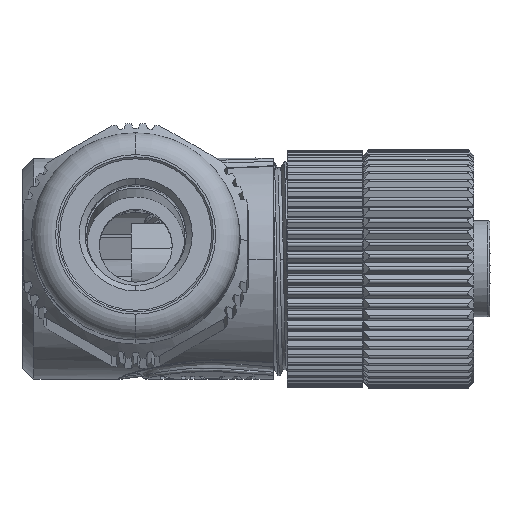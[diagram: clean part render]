
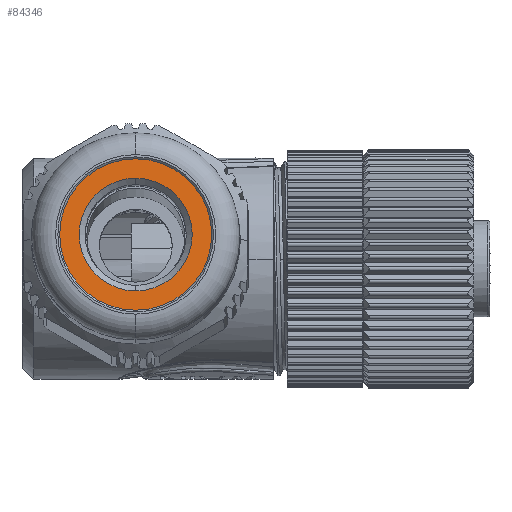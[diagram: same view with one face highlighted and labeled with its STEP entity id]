
A CAD part, left-side view. The second image highlights one B-rep face of the part: STEP entity #84346.
In plain terms, the highlighted planar face has unit normal (-0.996, 0, 0.087).
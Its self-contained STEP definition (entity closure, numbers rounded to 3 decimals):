
#23004=CARTESIAN_POINT('',(-32.653,19.,2.857));
#23005=DIRECTION('',(-0.996,0.,0.087));
#23006=DIRECTION('',(0.087,0.,0.996));
#23007=AXIS2_PLACEMENT_3D('',#23004,#23005,#23006);
#23009=CARTESIAN_POINT('',(-32.653,19.,2.857));
#23010=DIRECTION('',(-0.996,0.,0.087));
#23011=DIRECTION('',(-0.087,0.,-0.996));
#23012=AXIS2_PLACEMENT_3D('',#23009,#23010,#23011);
#23014=CARTESIAN_POINT('',(-32.653,19.,2.857));
#23015=DIRECTION('',(-0.996,0.,0.087));
#23016=DIRECTION('',(0.087,0.,0.996));
#23017=AXIS2_PLACEMENT_3D('',#23014,#23015,#23016);
#23019=CARTESIAN_POINT('',(-32.653,19.,2.857));
#23020=DIRECTION('',(-0.996,0.,0.087));
#23021=DIRECTION('',(-0.087,0.,-0.996));
#23022=AXIS2_PLACEMENT_3D('',#23019,#23020,#23021);
#60794=CARTESIAN_POINT('',(-32.1,19.,9.183));
#60795=CARTESIAN_POINT('',(-33.207,19.,-3.469));
#60796=VERTEX_POINT('',#60794);
#60797=VERTEX_POINT('',#60795);
#60802=CARTESIAN_POINT('',(-32.241,19.,7.564));
#60803=CARTESIAN_POINT('',(-33.065,19.,-1.85));
#60804=VERTEX_POINT('',#60802);
#60805=VERTEX_POINT('',#60803);
#84331=CARTESIAN_POINT('',(-32.653,19.,2.857));
#84332=DIRECTION('',(-0.996,0.,0.087));
#84333=DIRECTION('',(-0.087,0.,-0.996));
#84334=AXIS2_PLACEMENT_3D('',#84331,#84332,#84333);
#84335=PLANE('',#84334);
#84336=ORIENTED_EDGE('',*,*,#84311,.F.);
#84337=ORIENTED_EDGE('',*,*,#84325,.F.);
#84338=EDGE_LOOP('',(#84336,#84337));
#84339=FACE_OUTER_BOUND('',#84338,.F.);
#84341=ORIENTED_EDGE('',*,*,#84340,.T.);
#84343=ORIENTED_EDGE('',*,*,#84342,.T.);
#84344=EDGE_LOOP('',(#84341,#84343));
#84345=FACE_BOUND('',#84344,.F.);
#84346=ADVANCED_FACE('',(#84339,#84345),#84335,.T.);
#23008=CIRCLE('',#23007,6.35);
#23013=CIRCLE('',#23012,6.35);
#23018=CIRCLE('',#23017,4.725);
#23023=CIRCLE('',#23022,4.725);
#84311=EDGE_CURVE('',#60796,#60797,#23008,.T.);
#84325=EDGE_CURVE('',#60797,#60796,#23013,.T.);
#84340=EDGE_CURVE('',#60804,#60805,#23018,.T.);
#84342=EDGE_CURVE('',#60805,#60804,#23023,.T.);
